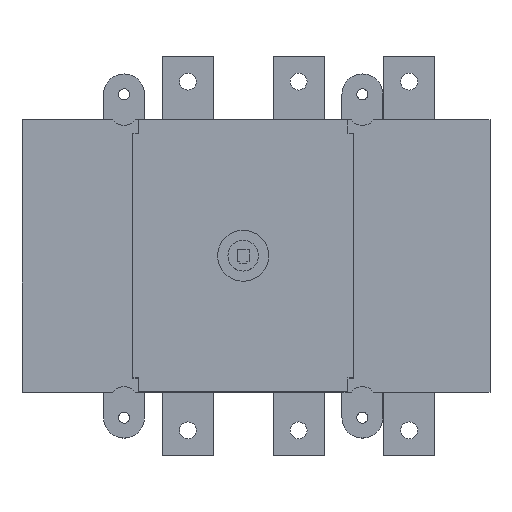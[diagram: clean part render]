
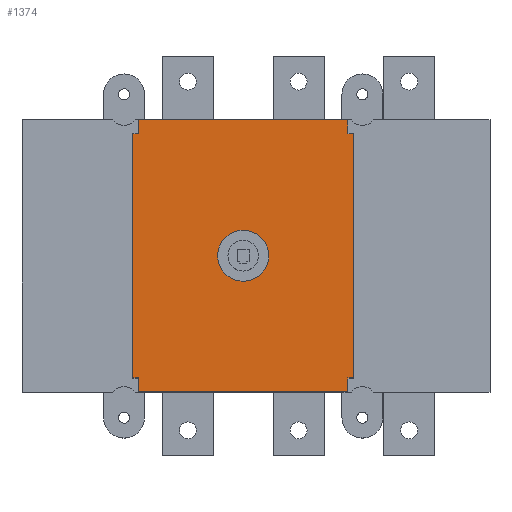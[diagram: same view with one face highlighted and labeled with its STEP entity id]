
A CAD part, top view. The second image highlights one B-rep face of the part: STEP entity #1374.
In plain terms, the highlighted planar face has unit normal (0, 0, 1).
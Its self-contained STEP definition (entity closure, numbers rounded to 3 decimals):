
#51=FACE_BOUND('',#233,.T.);
#120=FACE_OUTER_BOUND('',#232,.T.);
#232=EDGE_LOOP('',(#950,#951,#952,#953,#954,#955,#956,#957,#958,#959,#960,
#961));
#233=EDGE_LOOP('',(#962));
#404=VERTEX_POINT('',#2759);
#405=VERTEX_POINT('',#2761);
#424=VERTEX_POINT('',#2806);
#425=VERTEX_POINT('',#2808);
#452=VERTEX_POINT('',#2890);
#453=VERTEX_POINT('',#2894);
#454=VERTEX_POINT('',#2896);
#455=VERTEX_POINT('',#2898);
#456=VERTEX_POINT('',#2900);
#457=VERTEX_POINT('',#2903);
#458=VERTEX_POINT('',#2905);
#459=VERTEX_POINT('',#2907);
#460=VERTEX_POINT('',#2910);
#584=EDGE_CURVE('',#404,#405,#1513,.T.);
#608=EDGE_CURVE('',#424,#425,#1537,.T.);
#654=EDGE_CURVE('',#425,#452,#1577,.T.);
#656=EDGE_CURVE('',#453,#424,#1579,.T.);
#657=EDGE_CURVE('',#454,#453,#1580,.T.);
#658=EDGE_CURVE('',#455,#454,#1581,.T.);
#659=EDGE_CURVE('',#456,#455,#1582,.T.);
#660=EDGE_CURVE('',#405,#456,#1583,.T.);
#661=EDGE_CURVE('',#457,#404,#1584,.T.);
#662=EDGE_CURVE('',#458,#457,#1585,.T.);
#663=EDGE_CURVE('',#459,#458,#1586,.T.);
#664=EDGE_CURVE('',#452,#459,#1587,.T.);
#665=EDGE_CURVE('',#460,#460,#1886,.T.);
#950=ORIENTED_EDGE('',*,*,#654,.F.);
#951=ORIENTED_EDGE('',*,*,#608,.F.);
#952=ORIENTED_EDGE('',*,*,#656,.F.);
#953=ORIENTED_EDGE('',*,*,#657,.F.);
#954=ORIENTED_EDGE('',*,*,#658,.F.);
#955=ORIENTED_EDGE('',*,*,#659,.F.);
#956=ORIENTED_EDGE('',*,*,#660,.F.);
#957=ORIENTED_EDGE('',*,*,#584,.F.);
#958=ORIENTED_EDGE('',*,*,#661,.F.);
#959=ORIENTED_EDGE('',*,*,#662,.F.);
#960=ORIENTED_EDGE('',*,*,#663,.F.);
#961=ORIENTED_EDGE('',*,*,#664,.F.);
#962=ORIENTED_EDGE('',*,*,#665,.T.);
#1292=PLANE('',#1968);
#1374=ADVANCED_FACE('',(#120,#51),#1292,.T.);
#1513=LINE('',#2762,#1717);
#1537=LINE('',#2809,#1741);
#1577=LINE('',#2891,#1781);
#1579=LINE('',#2895,#1783);
#1580=LINE('',#2897,#1784);
#1581=LINE('',#2899,#1785);
#1582=LINE('',#2901,#1786);
#1583=LINE('',#2902,#1787);
#1584=LINE('',#2904,#1788);
#1585=LINE('',#2906,#1789);
#1586=LINE('',#2908,#1790);
#1587=LINE('',#2909,#1791);
#1717=VECTOR('',#2194,10.);
#1741=VECTOR('',#2224,10.);
#1781=VECTOR('',#2294,10.);
#1783=VECTOR('',#2298,10.);
#1784=VECTOR('',#2299,10.);
#1785=VECTOR('',#2300,10.);
#1786=VECTOR('',#2301,10.);
#1787=VECTOR('',#2302,10.);
#1788=VECTOR('',#2303,10.);
#1789=VECTOR('',#2304,10.);
#1790=VECTOR('',#2305,10.);
#1791=VECTOR('',#2306,10.);
#1886=CIRCLE('',#1969,15.);
#1968=AXIS2_PLACEMENT_3D('',#2893,#2296,#2297);
#1969=AXIS2_PLACEMENT_3D('',#2911,#2307,#2308);
#2194=DIRECTION('',(1.,0.,0.));
#2224=DIRECTION('',(-1.,0.,0.));
#2294=DIRECTION('',(0.,1.,0.));
#2296=DIRECTION('center_axis',(0.,0.,1.));
#2297=DIRECTION('ref_axis',(1.,0.,0.));
#2298=DIRECTION('',(0.,-1.,0.));
#2299=DIRECTION('',(-1.,0.,0.));
#2300=DIRECTION('',(0.,-1.,0.));
#2301=DIRECTION('',(1.,0.,0.));
#2302=DIRECTION('',(0.,-1.,0.));
#2303=DIRECTION('',(0.,1.,0.));
#2304=DIRECTION('',(1.,0.,0.));
#2305=DIRECTION('',(0.,1.,0.));
#2306=DIRECTION('',(-1.,0.,0.));
#2307=DIRECTION('center_axis',(0.,0.,-1.));
#2308=DIRECTION('ref_axis',(-1.,0.,0.));
#2759=CARTESIAN_POINT('',(68.5,80.,118.8));
#2761=CARTESIAN_POINT('',(191.5,80.,118.8));
#2762=CARTESIAN_POINT('',(68.5,80.,118.8));
#2806=CARTESIAN_POINT('',(191.5,-80.,118.8));
#2808=CARTESIAN_POINT('',(68.5,-80.,118.8));
#2809=CARTESIAN_POINT('',(191.5,-80.,118.8));
#2890=CARTESIAN_POINT('',(68.5,-71.8,118.8));
#2891=CARTESIAN_POINT('',(68.5,-80.,118.8));
#2893=CARTESIAN_POINT('Origin',(130.,0.,118.8));
#2894=CARTESIAN_POINT('',(191.5,-71.8,118.8));
#2895=CARTESIAN_POINT('',(191.5,-71.8,118.8));
#2896=CARTESIAN_POINT('',(195.,-71.8,118.8));
#2897=CARTESIAN_POINT('',(195.,-71.8,118.8));
#2898=CARTESIAN_POINT('',(195.,71.8,118.8));
#2899=CARTESIAN_POINT('',(195.,71.8,118.8));
#2900=CARTESIAN_POINT('',(191.5,71.8,118.8));
#2901=CARTESIAN_POINT('',(191.5,71.8,118.8));
#2902=CARTESIAN_POINT('',(191.5,80.,118.8));
#2903=CARTESIAN_POINT('',(68.5,71.8,118.8));
#2904=CARTESIAN_POINT('',(68.5,71.8,118.8));
#2905=CARTESIAN_POINT('',(65.,71.8,118.8));
#2906=CARTESIAN_POINT('',(65.,71.8,118.8));
#2907=CARTESIAN_POINT('',(65.,-71.8,118.8));
#2908=CARTESIAN_POINT('',(65.,-71.8,118.8));
#2909=CARTESIAN_POINT('',(68.5,-71.8,118.8));
#2910=CARTESIAN_POINT('',(145.,0.,118.8));
#2911=CARTESIAN_POINT('Origin',(130.,0.,118.8));
